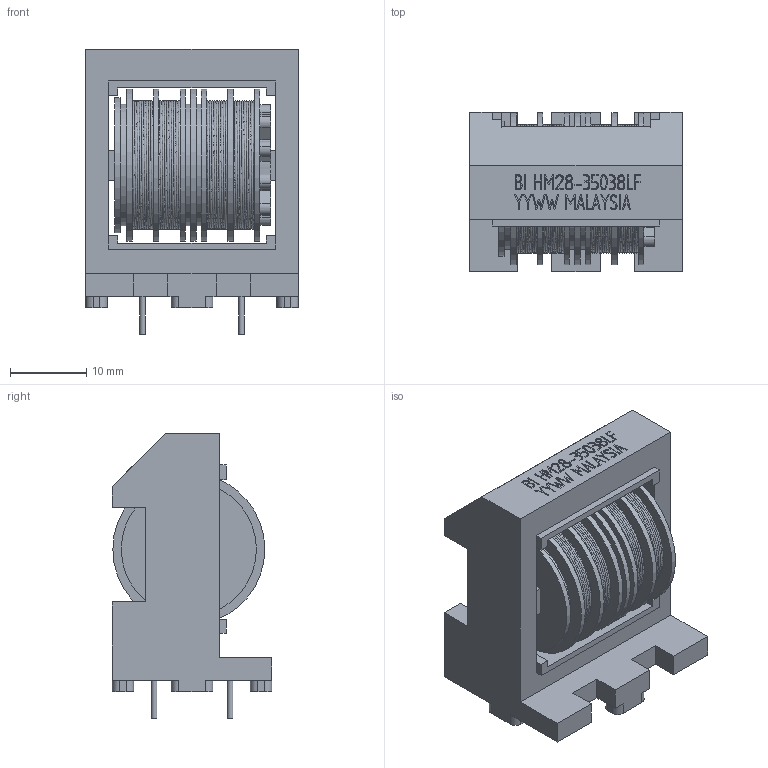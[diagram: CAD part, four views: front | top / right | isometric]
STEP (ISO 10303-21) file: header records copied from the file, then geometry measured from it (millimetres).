
FILE_DESCRIPTION(/* description */ ('Unknown'),/* implementation_level */ '2;1');
FILE_NAME(/* name */ 'HM28-35',/* time_stamp */ '2021-12-28T11:56:57+08:00',/* author */ ('Unknown'),/* organization */ ('Unknown'),/* preprocessor_version */ 'ST-DEVELOPER v16.7',/* originating_system */ 'Solid Edge',/* authorisation */ 'Unknown');
FILE_SCHEMA (('AUTOMOTIVE_DESIGN {1 0 10303 214 3 1 1}'));
Length unit declared in the file: millimetre
Products named in the file (1): HM28-35
Bounding box: 28 x 21 x 37.5 mm (x, y, z)
Volume: 10479.1 mm3; surface area: 9773.8 mm2
Topology: 2 solids, 2 shells, 455 faces, 1189 edges, 792 vertices
Faces by surface type: plane 347, cylinder 66, bspline 42
Full cylindrical faces by diameter (mm): 0.76 x4, 6.606 x1, 16 x7, 17.776 x1, 20 x7
Entity records: 22138 total; most frequent: CARTESIAN_POINT 7970, ORIENTED_EDGE 2312, DIRECTION 2037, EDGE_CURVE 1156, LINE 939, VECTOR 939, VERTEX_POINT 789, EDGE_LOOP 553
